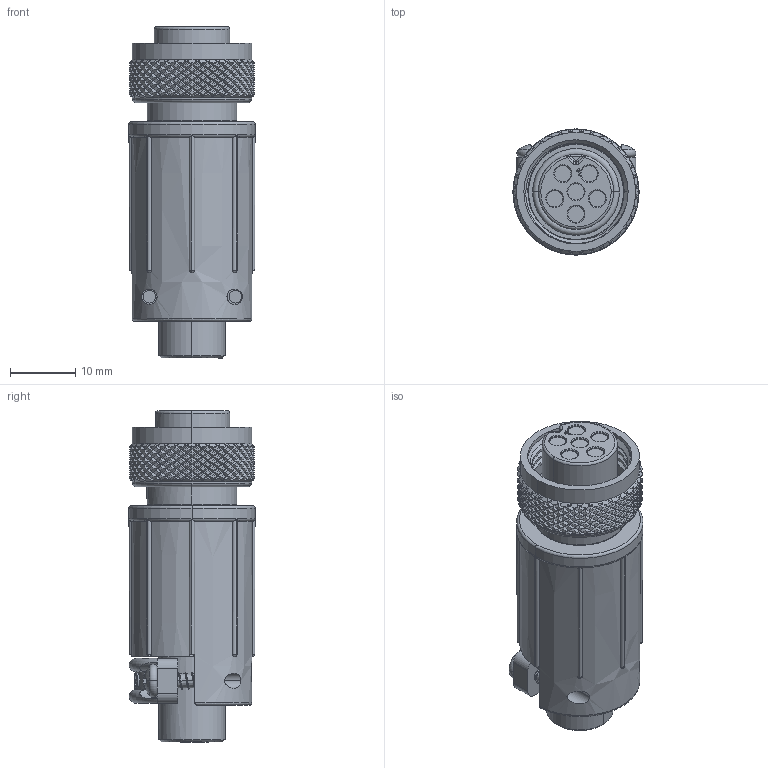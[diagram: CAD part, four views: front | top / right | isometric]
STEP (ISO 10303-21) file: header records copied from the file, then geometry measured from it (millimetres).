
FILE_DESCRIPTION (( 'STEP AP203' ), '1' );
FILE_NAME ('SF6382-6SG-530.STEP', '2021-06-30T15:57:01', ( '' ), ( '' ), 'SwSTEP 2.0', 'SolidWorks 2020', '' );
FILE_SCHEMA (( 'CONFIG_CONTROL_DESIGN' ));
Products named in the file (1): SF6382-6SG-530
Bounding box: 19.38 x 19.38 x 50.98 mm (x, y, z)
Volume: 10380 mm3; surface area: 6000.8 mm2
Topology: 2 solids, 2 shells, 2304 faces, 4965 edges, 2670 vertices
Faces by surface type: bspline 1611, cylinder 466, plane 123, cone 53, torus 34, sphere 17
Entity records: 100219 total; most frequent: CARTESIAN_POINT 69031, ORIENTED_EDGE 9858, EDGE_CURVE 4929, VERTEX_POINT 2654, DIRECTION 2519, EDGE_LOOP 2335, ADVANCED_FACE 2304, FACE_OUTER_BOUND 2304
